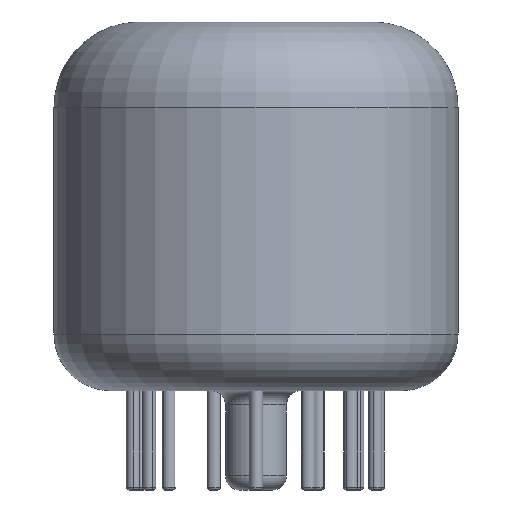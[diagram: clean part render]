
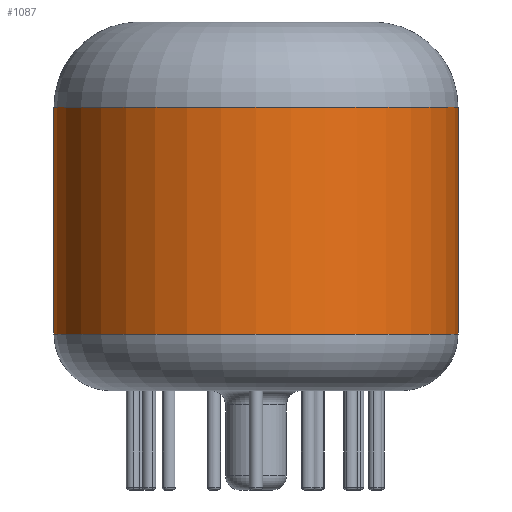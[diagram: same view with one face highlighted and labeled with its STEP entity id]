
A CAD part, front view. The second image highlights one B-rep face of the part: STEP entity #1087.
In plain terms, the highlighted cylindrical face has radius 14.25 mm (diameter 28.5 mm), a partial arc.
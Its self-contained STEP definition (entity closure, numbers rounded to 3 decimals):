
#161=CARTESIAN_POINT('',(0.,0.,4.));
#162=DIRECTION('',(0.,0.,-1.));
#163=DIRECTION('',(1.,0.,0.));
#164=AXIS2_PLACEMENT_3D('',#161,#162,#163);
#166=DIRECTION('',(0.,0.,1.));
#167=VECTOR('',#166,16.);
#168=CARTESIAN_POINT('',(-14.25,0.,4.));
#169=LINE('',#168,#167);
#170=CARTESIAN_POINT('',(0.,0.,20.));
#171=DIRECTION('',(0.,0.,1.));
#172=DIRECTION('',(-1.,0.,0.));
#173=AXIS2_PLACEMENT_3D('',#170,#171,#172);
#180=DIRECTION('',(0.,0.,1.));
#181=VECTOR('',#180,16.);
#182=CARTESIAN_POINT('',(14.25,0.,4.));
#183=LINE('',#182,#181);
#765=CARTESIAN_POINT('',(-14.25,0.,20.));
#766=CARTESIAN_POINT('',(14.25,0.,20.));
#767=VERTEX_POINT('',#765);
#768=VERTEX_POINT('',#766);
#773=CARTESIAN_POINT('',(-14.25,0.,4.));
#774=CARTESIAN_POINT('',(14.25,0.,4.));
#775=VERTEX_POINT('',#773);
#776=VERTEX_POINT('',#774);
#1073=CARTESIAN_POINT('',(0.,0.,0.));
#1074=DIRECTION('',(0.,0.,1.));
#1075=DIRECTION('',(1.,0.,0.));
#1076=AXIS2_PLACEMENT_3D('',#1073,#1074,#1075);
#1077=CYLINDRICAL_SURFACE('',#1076,14.25);
#1078=ORIENTED_EDGE('',*,*,#1067,.T.);
#1080=ORIENTED_EDGE('',*,*,#1079,.T.);
#1082=ORIENTED_EDGE('',*,*,#1081,.T.);
#1084=ORIENTED_EDGE('',*,*,#1083,.F.);
#1085=EDGE_LOOP('',(#1078,#1080,#1082,#1084));
#1086=FACE_OUTER_BOUND('',#1085,.F.);
#1087=ADVANCED_FACE('',(#1086),#1077,.T.);
#165=CIRCLE('',#164,14.25);
#174=CIRCLE('',#173,14.25);
#1067=EDGE_CURVE('',#776,#775,#165,.T.);
#1079=EDGE_CURVE('',#775,#767,#169,.T.);
#1081=EDGE_CURVE('',#767,#768,#174,.T.);
#1083=EDGE_CURVE('',#776,#768,#183,.T.);
